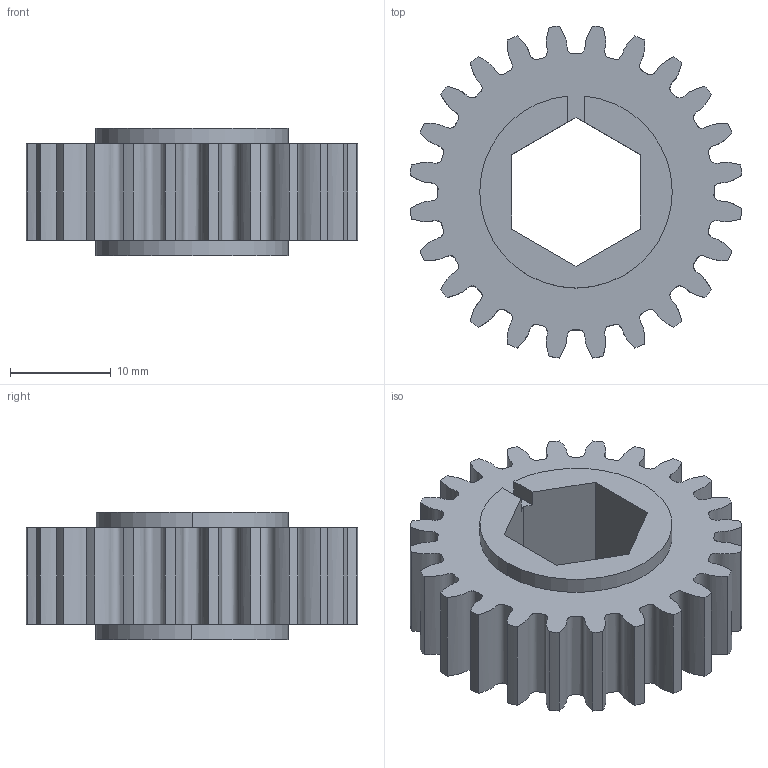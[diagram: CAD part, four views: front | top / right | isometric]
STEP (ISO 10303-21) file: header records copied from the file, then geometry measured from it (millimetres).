
FILE_DESCRIPTION (( 'STEP AP214' ), '1' );
FILE_NAME ('WCP-0736 Rev1.step', '2022-11-27T22:36:56', ( '' ), ( '' ), 'SwSTEP 2.0', 'SolidWorks 2020', '' );
FILE_SCHEMA (( 'AUTOMOTIVE_DESIGN' ));
Length unit declared in the file: inch
Products named in the file (1): WCP-0736 Rev1
Bounding box: 32.86 x 32.86 x 12.65 mm (x, y, z)
Volume: 6158.8 mm3; surface area: 3747.9 mm2
Topology: 1 solids, 1 shells, 65 faces, 186 edges, 124 vertices
Faces by surface type: cylinder 29, bspline 24, plane 12
Entity records: 11638 total; most frequent: CARTESIAN_POINT 10000, ORIENTED_EDGE 372, DIRECTION 280, EDGE_CURVE 186, VERTEX_POINT 124, AXIS2_PLACEMENT_3D 100, VECTOR 80, LINE 80
